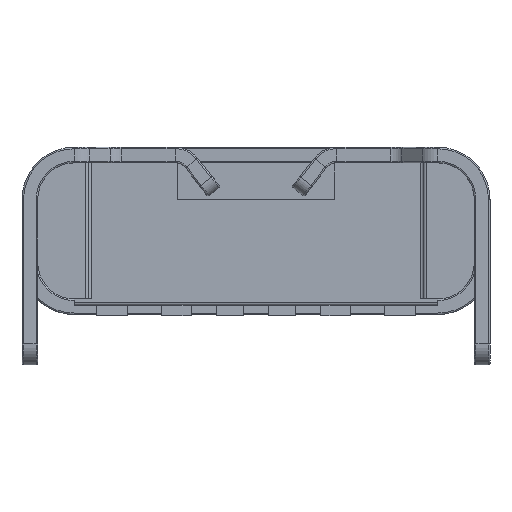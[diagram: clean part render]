
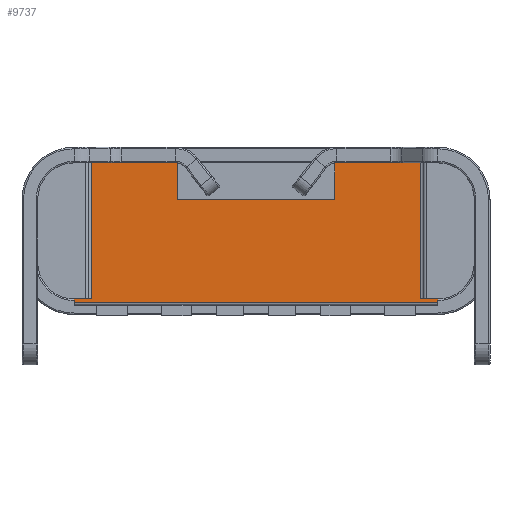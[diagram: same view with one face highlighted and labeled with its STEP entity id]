
A CAD part, front view. The second image highlights one B-rep face of the part: STEP entity #9737.
In plain terms, the highlighted planar face has unit normal (0, -1, 0).
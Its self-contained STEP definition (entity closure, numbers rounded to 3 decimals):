
#858 = CARTESIAN_POINT ( 'NONE',  ( 3.47, -3.6, 0.25 ) ) ;
#965 = VECTOR ( 'NONE', #23165, 1000. ) ;
#1406 = VECTOR ( 'NONE', #9529, 1000. ) ;
#1674 = CARTESIAN_POINT ( 'NONE',  ( -3.15, -3.6, 2.92 ) ) ;
#2038 = CARTESIAN_POINT ( 'NONE',  ( 3.15, -3.6, 2.92 ) ) ;
#3374 = EDGE_CURVE ( 'NONE', #7521, #26739, #17982, .T. ) ;
#4301 = VERTEX_POINT ( 'NONE', #9343 ) ;
#4302 = DIRECTION ( 'NONE',  ( -1., 0., 0. ) ) ;
#4649 = EDGE_CURVE ( 'NONE', #7521, #4301, #14877, .T. ) ;
#4764 = DIRECTION ( 'NONE',  ( 0., 0., 1. ) ) ;
#4959 = CARTESIAN_POINT ( 'NONE',  ( -3.2, -3.6, 2.92 ) ) ;
#5020 = FACE_OUTER_BOUND ( 'NONE', #7143, .T. ) ;
#5034 = EDGE_CURVE ( 'NONE', #7642, #11733, #5784, .T. ) ;
#5271 = LINE ( 'NONE', #14131, #8861 ) ;
#5784 = LINE ( 'NONE', #21456, #7886 ) ;
#5835 = DIRECTION ( 'NONE',  ( 0., 0., 1. ) ) ;
#6510 = ORIENTED_EDGE ( 'NONE', *, *, #5034, .T. ) ;
#6604 = EDGE_CURVE ( 'NONE', #21200, #20903, #7763, .T. ) ;
#7143 = EDGE_LOOP ( 'NONE', ( #24709, #9713, #28265, #24613, #22812, #27695, #25801, #6510, #18378, #27768, #28634, #18396, #21070, #22669 ) ) ;
#7465 = DIRECTION ( 'NONE',  ( 0., 0., -1. ) ) ;
#7521 = VERTEX_POINT ( 'NONE', #8639 ) ;
#7538 = EDGE_CURVE ( 'NONE', #11733, #21409, #12852, .T. ) ;
#7642 = VERTEX_POINT ( 'NONE', #21910 ) ;
#7705 = DIRECTION ( 'NONE',  ( -1., 0., 0. ) ) ;
#7763 = LINE ( 'NONE', #11822, #965 ) ;
#7789 = CARTESIAN_POINT ( 'NONE',  ( 2.713, -3.6, 2.92 ) ) ;
#7886 = VECTOR ( 'NONE', #14947, 1000. ) ;
#8639 = CARTESIAN_POINT ( 'NONE',  ( -3.47, -3.6, 0.25 ) ) ;
#8861 = VECTOR ( 'NONE', #7465, 1000. ) ;
#9343 = CARTESIAN_POINT ( 'NONE',  ( -3.47, -3.6, 0.32 ) ) ;
#9441 = EDGE_CURVE ( 'NONE', #20206, #4301, #24423, .T. ) ;
#9529 = DIRECTION ( 'NONE',  ( -1., 0., 0. ) ) ;
#9713 = ORIENTED_EDGE ( 'NONE', *, *, #3374, .T. ) ;
#9737 = ADVANCED_FACE ( 'NONE', ( #5020 ), #15775, .F. ) ;
#9765 = VECTOR ( 'NONE', #4764, 1000. ) ;
#9965 = DIRECTION ( 'NONE',  ( 0., 0., -1. ) ) ;
#10212 = VERTEX_POINT ( 'NONE', #2038 ) ;
#10417 = VERTEX_POINT ( 'NONE', #16799 ) ;
#10849 = VERTEX_POINT ( 'NONE', #7789 ) ;
#11235 = EDGE_CURVE ( 'NONE', #10212, #10849, #27955, .T. ) ;
#11407 = DIRECTION ( 'NONE',  ( 0., 1., 0. ) ) ;
#11562 = EDGE_CURVE ( 'NONE', #10417, #21409, #11996, .T. ) ;
#11733 = VERTEX_POINT ( 'NONE', #15919 ) ;
#11822 = CARTESIAN_POINT ( 'NONE',  ( -3.2, -3.6, 2.92 ) ) ;
#11996 = LINE ( 'NONE', #12152, #22337 ) ;
#12152 = CARTESIAN_POINT ( 'NONE',  ( -1.5, -3.6, 0. ) ) ;
#12442 = LINE ( 'NONE', #19251, #24952 ) ;
#12852 = LINE ( 'NONE', #24211, #15176 ) ;
#12873 = DIRECTION ( 'NONE',  ( -1., 0., 0. ) ) ;
#13876 = DIRECTION ( 'NONE',  ( 0., 0., 1. ) ) ;
#14131 = CARTESIAN_POINT ( 'NONE',  ( -3.15, -3.6, 0.32 ) ) ;
#14483 = LINE ( 'NONE', #23333, #26872 ) ;
#14725 = EDGE_CURVE ( 'NONE', #10849, #7642, #20756, .T. ) ;
#14877 = LINE ( 'NONE', #25483, #19856 ) ;
#14947 = DIRECTION ( 'NONE',  ( 0., 0., -1. ) ) ;
#15176 = VECTOR ( 'NONE', #4302, 1000. ) ;
#15775 = PLANE ( 'NONE',  #15802 ) ;
#15802 = AXIS2_PLACEMENT_3D ( 'NONE', #27408, #11407, #13876 ) ;
#15848 = EDGE_CURVE ( 'NONE', #15935, #16781, #12442, .T. ) ;
#15919 = CARTESIAN_POINT ( 'NONE',  ( 1.5, -3.6, 2.22 ) ) ;
#15935 = VERTEX_POINT ( 'NONE', #17505 ) ;
#16273 = VECTOR ( 'NONE', #18257, 1000. ) ;
#16781 = VERTEX_POINT ( 'NONE', #27978 ) ;
#16799 = CARTESIAN_POINT ( 'NONE',  ( -1.5, -3.6, 2.92 ) ) ;
#17505 = CARTESIAN_POINT ( 'NONE',  ( 3.47, -3.6, 0.32 ) ) ;
#17982 = LINE ( 'NONE', #858, #16273 ) ;
#18257 = DIRECTION ( 'NONE',  ( 1., 0., 0. ) ) ;
#18378 = ORIENTED_EDGE ( 'NONE', *, *, #7538, .T. ) ;
#18396 = ORIENTED_EDGE ( 'NONE', *, *, #6604, .T. ) ;
#19055 = DIRECTION ( 'NONE',  ( 0., 0., 1. ) ) ;
#19251 = CARTESIAN_POINT ( 'NONE',  ( 3.47, -3.6, 0.32 ) ) ;
#19856 = VECTOR ( 'NONE', #19055, 1000. ) ;
#20063 = CARTESIAN_POINT ( 'NONE',  ( -2.713, -3.6, 2.92 ) ) ;
#20206 = VERTEX_POINT ( 'NONE', #24267 ) ;
#20649 = VECTOR ( 'NONE', #7705, 1000. ) ;
#20756 = LINE ( 'NONE', #4959, #20649 ) ;
#20790 = EDGE_CURVE ( 'NONE', #10417, #21200, #14483, .T. ) ;
#20903 = VERTEX_POINT ( 'NONE', #1674 ) ;
#21070 = ORIENTED_EDGE ( 'NONE', *, *, #22203, .T. ) ;
#21200 = VERTEX_POINT ( 'NONE', #20063 ) ;
#21409 = VERTEX_POINT ( 'NONE', #25826 ) ;
#21456 = CARTESIAN_POINT ( 'NONE',  ( 1.5, -3.6, 0. ) ) ;
#21818 = LINE ( 'NONE', #28638, #22174 ) ;
#21910 = CARTESIAN_POINT ( 'NONE',  ( 1.5, -3.6, 2.92 ) ) ;
#21984 = CARTESIAN_POINT ( 'NONE',  ( -3.2, -3.6, 2.92 ) ) ;
#22174 = VECTOR ( 'NONE', #5835, 1000. ) ;
#22203 = EDGE_CURVE ( 'NONE', #20903, #20206, #5271, .T. ) ;
#22244 = CARTESIAN_POINT ( 'NONE',  ( 3.47, -3.6, 0.32 ) ) ;
#22337 = VECTOR ( 'NONE', #9965, 1000. ) ;
#22532 = CARTESIAN_POINT ( 'NONE',  ( 3.47, -3.6, 0.25 ) ) ;
#22619 = CARTESIAN_POINT ( 'NONE',  ( 3.15, -3.6, 2.92 ) ) ;
#22669 = ORIENTED_EDGE ( 'NONE', *, *, #9441, .T. ) ;
#22757 = VECTOR ( 'NONE', #26192, 1000. ) ;
#22812 = ORIENTED_EDGE ( 'NONE', *, *, #28059, .T. ) ;
#23165 = DIRECTION ( 'NONE',  ( -1., 0., 0. ) ) ;
#23333 = CARTESIAN_POINT ( 'NONE',  ( -3.2, -3.6, 2.92 ) ) ;
#23770 = DIRECTION ( 'NONE',  ( -1., 0., 0. ) ) ;
#24211 = CARTESIAN_POINT ( 'NONE',  ( 0., -3.6, 2.22 ) ) ;
#24267 = CARTESIAN_POINT ( 'NONE',  ( -3.15, -3.6, 0.32 ) ) ;
#24423 = LINE ( 'NONE', #22244, #1406 ) ;
#24613 = ORIENTED_EDGE ( 'NONE', *, *, #15848, .T. ) ;
#24709 = ORIENTED_EDGE ( 'NONE', *, *, #4649, .F. ) ;
#24952 = VECTOR ( 'NONE', #12873, 1000. ) ;
#25483 = CARTESIAN_POINT ( 'NONE',  ( -3.47, -3.6, 0.2 ) ) ;
#25741 = EDGE_CURVE ( 'NONE', #26739, #15935, #21818, .T. ) ;
#25801 = ORIENTED_EDGE ( 'NONE', *, *, #14725, .T. ) ;
#25826 = CARTESIAN_POINT ( 'NONE',  ( -1.5, -3.6, 2.22 ) ) ;
#26192 = DIRECTION ( 'NONE',  ( -1., 0., 0. ) ) ;
#26739 = VERTEX_POINT ( 'NONE', #22532 ) ;
#26872 = VECTOR ( 'NONE', #23770, 1000. ) ;
#27259 = LINE ( 'NONE', #22619, #9765 ) ;
#27408 = CARTESIAN_POINT ( 'NONE',  ( 1.6, -3.6, -0.941 ) ) ;
#27695 = ORIENTED_EDGE ( 'NONE', *, *, #11235, .T. ) ;
#27768 = ORIENTED_EDGE ( 'NONE', *, *, #11562, .F. ) ;
#27955 = LINE ( 'NONE', #21984, #22757 ) ;
#27978 = CARTESIAN_POINT ( 'NONE',  ( 3.15, -3.6, 0.32 ) ) ;
#28059 = EDGE_CURVE ( 'NONE', #16781, #10212, #27259, .T. ) ;
#28265 = ORIENTED_EDGE ( 'NONE', *, *, #25741, .T. ) ;
#28634 = ORIENTED_EDGE ( 'NONE', *, *, #20790, .T. ) ;
#28638 = CARTESIAN_POINT ( 'NONE',  ( 3.47, -3.6, 0.2 ) ) ;
